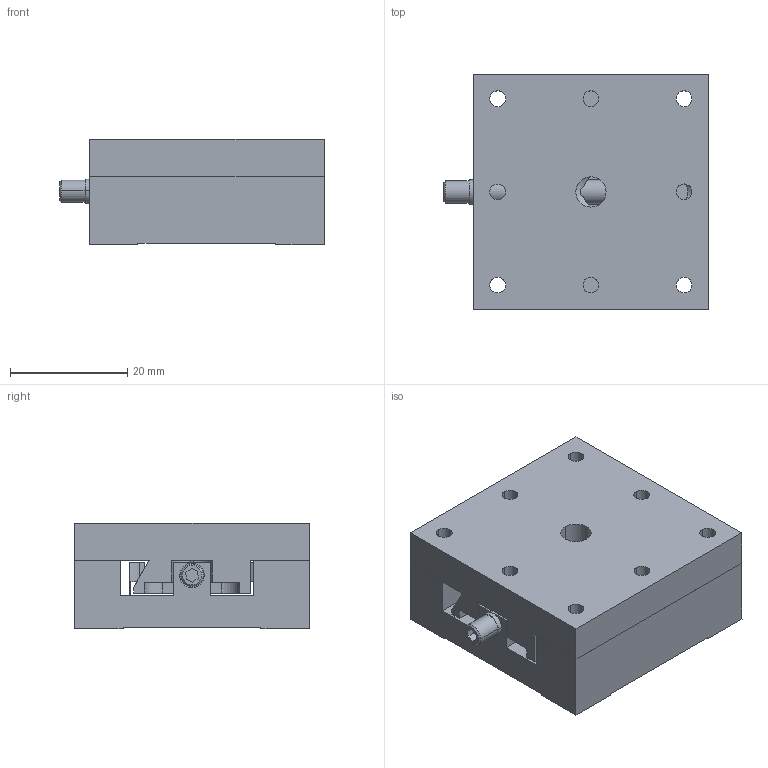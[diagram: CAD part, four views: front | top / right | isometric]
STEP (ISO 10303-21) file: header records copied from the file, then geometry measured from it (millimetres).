
FILE_DESCRIPTION((''),'2;1');
FILE_NAME('DS40-X','2022-05-05T19:39:18',('Administrator'),(''),'CREO PARAMETRIC BY PTC INC, 2019030','CREO PARAMETRIC BY PTC INC, 2019030','');
FILE_SCHEMA(('AUTOMOTIVE_DESIGN { 1 0 10303 214 1 1 1 1 }'));
Length unit declared in the file: inch
Products named in the file (1): DS40-X
Bounding box: 45.08 x 40 x 18.01 mm (x, y, z)
Volume: 23066.4 mm3; surface area: 13071 mm2
Topology: 1 solids, 1 shells, 502 faces, 1380 edges, 896 vertices
Faces by surface type: plane 284, cylinder 95, extrusion 87, cone 36
Entity records: 23594 total; most frequent: CARTESIAN_POINT 6697, ORIENTED_EDGE 2728, DIRECTION 2347, PRESENTATION_STYLE_ASSIGNMENT 1365, STYLED_ITEM 1365, CURVE_STYLE 1364, EDGE_CURVE 1364, VECTOR 999
